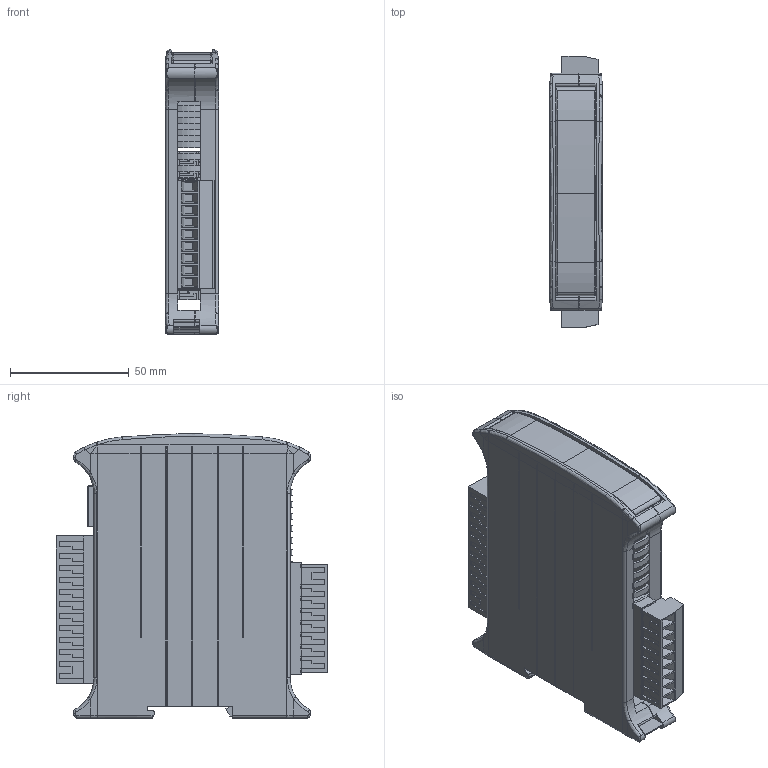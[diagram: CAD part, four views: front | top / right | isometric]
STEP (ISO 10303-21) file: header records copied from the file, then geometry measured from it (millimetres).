
FILE_DESCRIPTION (( 'STEP AP214' ), '1' );
FILE_NAME ('SIO-MB16ND3.STEP', '2019-11-21T16:37:54', ( '' ), ( '' ), 'SwSTEP 2.0', 'SolidWorks 2019', '' );
FILE_SCHEMA (( 'AUTOMOTIVE_DESIGN' ));
Length unit declared in the file: inch
Products named in the file (1): SIO-MB16ND3
Bounding box: 22.5 x 114.45 x 119.88 mm (x, y, z)
Volume: 82915.8 mm3; surface area: 89664.9 mm2
Topology: 18 solids, 18 shells, 3177 faces, 8292 edges, 5320 vertices
Faces by surface type: plane 2422, cylinder 495, bspline 175, cone 42, torus 39, sphere 4
Full cylindrical faces by diameter (mm): 2 x21, 2.3 x2, 2.4 x4, 2.5 x1, 2.75 x18, 3.5 x1, 3.6 x21, 3.8 x21
Entity records: 102417 total; most frequent: CARTESIAN_POINT 27000, ORIENTED_EDGE 16088, DIRECTION 14208, EDGE_CURVE 8044, VECTOR 6462, LINE 6462, VERTEX_POINT 5255, AXIS2_PLACEMENT_3D 3873
